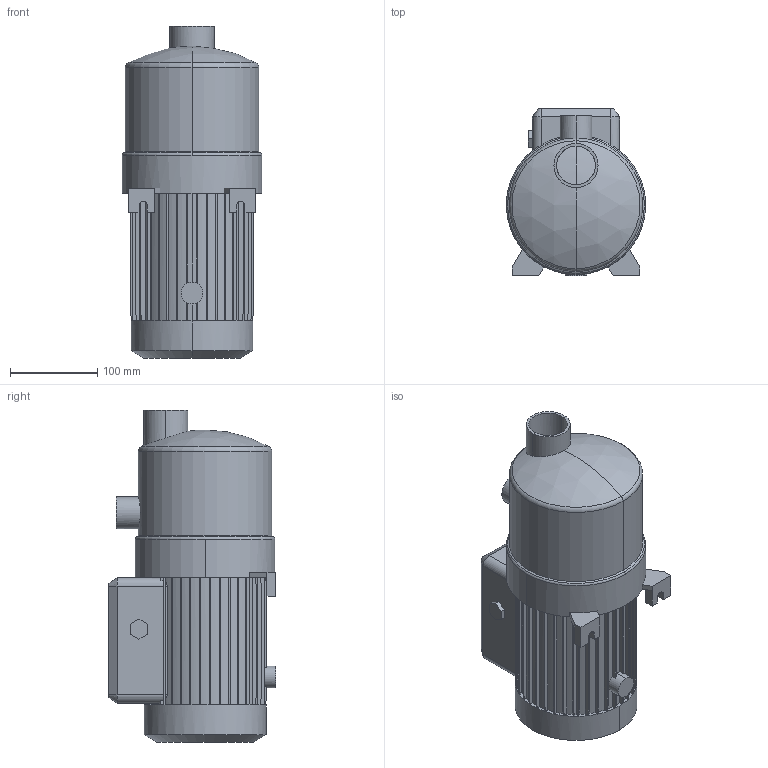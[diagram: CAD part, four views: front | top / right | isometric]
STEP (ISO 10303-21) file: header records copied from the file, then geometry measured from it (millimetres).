
FILE_DESCRIPTION (( 'STEP AP214' ), '1' );
FILE_NAME ('10010801swp00.step', '2024-01-19T14:03:09', ( '' ), ( '' ), 'SwSTEP 2.0', 'SolidWorks 2023', '' );
FILE_SCHEMA (( 'AUTOMOTIVE_DESIGN' ));
Length unit declared in the file: millimetre
Products named in the file (1): 10010801swp00
Bounding box: 160 x 192 x 381 mm (x, y, z)
Volume: 6451060.7 mm3; surface area: 274560.7 mm2
Topology: 2 solids, 2 shells, 323 faces, 920 edges, 605 vertices
Faces by surface type: plane 267, cylinder 40, cone 8, torus 4, sphere 4
Entity records: 11009 total; most frequent: CARTESIAN_POINT 2492, ORIENTED_EDGE 1840, DIRECTION 1682, EDGE_CURVE 920, VECTOR 746, LINE 746, VERTEX_POINT 605, AXIS2_PLACEMENT_3D 468
